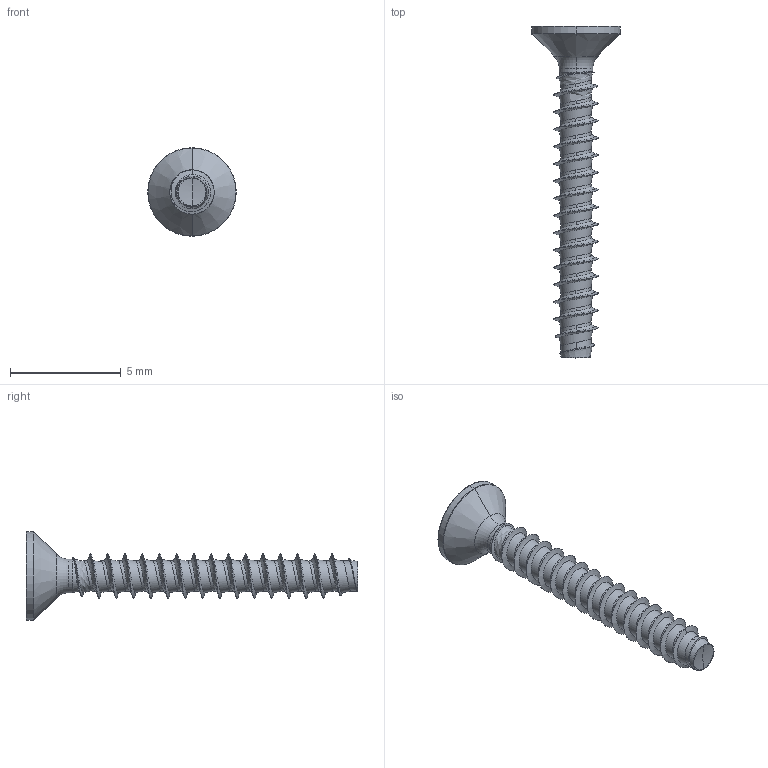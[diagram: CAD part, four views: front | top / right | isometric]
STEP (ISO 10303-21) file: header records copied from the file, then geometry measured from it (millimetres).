
FILE_DESCRIPTION (( 'STEP AP203' ), '1' );
FILE_NAME ('STP410200150.STEP', '2017-08-16T13:29:41', ( '' ), ( '' ), 'SwSTEP 2.0', 'SolidWorks 2015', '' );
FILE_SCHEMA (( 'CONFIG_CONTROL_DESIGN' ));
Length unit declared in the file: millimetre
Products named in the file (1): STP410200150
Bounding box: 4 x 15 x 4 mm (x, y, z)
Volume: 34.3 mm3; surface area: 133.7 mm2
Topology: 1 solids, 1 shells, 115 faces, 291 edges, 178 vertices
Faces by surface type: cylinder 58, bspline 35, cone 12, torus 6, sphere 2, plane 2
Entity records: 20520 total; most frequent: CARTESIAN_POINT 18128, ORIENTED_EDGE 578, DIRECTION 356, EDGE_CURVE 289, VERTEX_POINT 178, AXIS2_PLACEMENT_3D 141, B_SPLINE_CURVE_WITH_KNOTS 122, EDGE_LOOP 117
